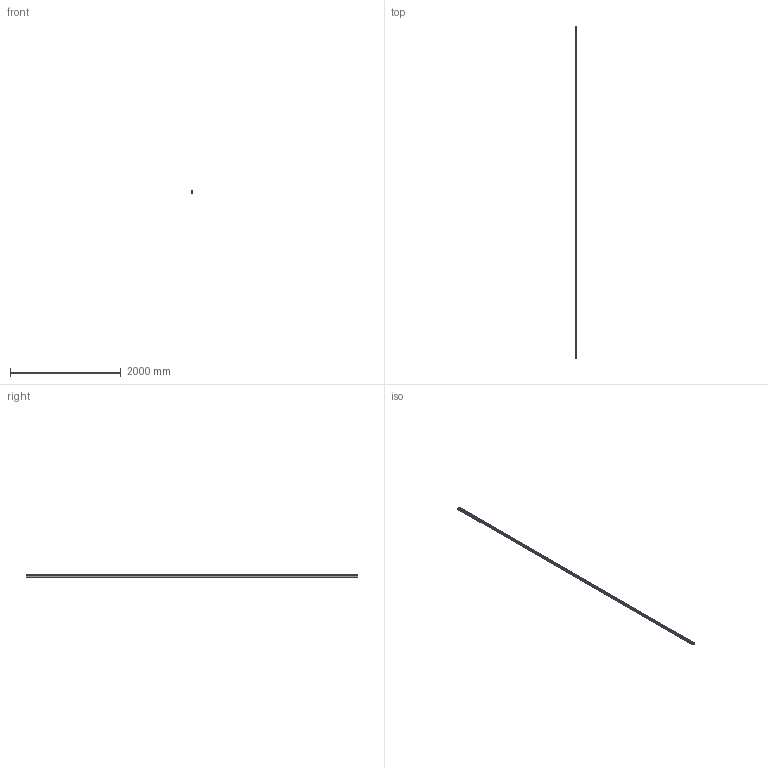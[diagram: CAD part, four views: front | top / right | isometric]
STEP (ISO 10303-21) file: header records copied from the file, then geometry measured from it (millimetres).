
FILE_DESCRIPTION(/* description */ ('Rail aluminium 39x36 - 6 m - anodisé - percé'),/* implementation_level */ '2;1');
FILE_NAME(/* name */ '11208AP_600.stp',/* time_stamp */ '2023-12-11T08:27:54+01:00',/* author */ ('Giuliano'),/* organization */ (''),/* preprocessor_version */ 'ST-DEVELOPER v18.1',/* originating_system */ 'Autodesk Inventor 2021',/* authorisation */ '');
FILE_SCHEMA (('AUTOMOTIVE_DESIGN { 1 0 10303 214 3 1 1 }'));
Length unit declared in the file: millimetre
Products named in the file (1): 11208AP/600
Bounding box: 35.6 x 6000 x 39.5 mm (x, y, z)
Volume: 1655296.6 mm3; surface area: 1877663.3 mm2
Topology: 1 solids, 1 shells, 149 faces, 483 edges, 322 vertices
Faces by surface type: plane 85, cylinder 64
Full cylindrical faces by diameter (mm): 6.3 x14
Entity records: 5514 total; most frequent: DIRECTION 995, ORIENTED_EDGE 966, CARTESIAN_POINT 955, EDGE_CURVE 483, AXIS2_PLACEMENT_3D 362, VERTEX_POINT 322, LINE 271, VECTOR 271
